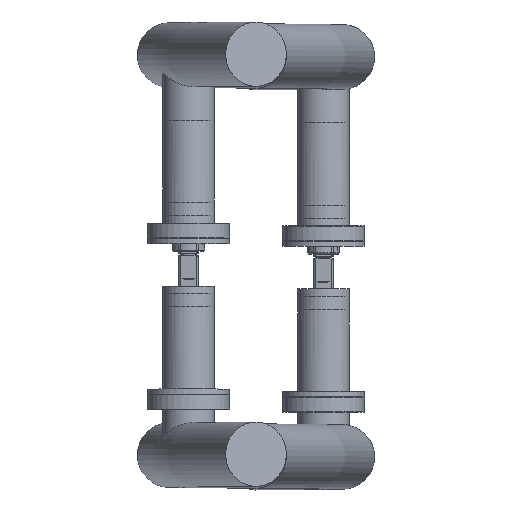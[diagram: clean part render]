
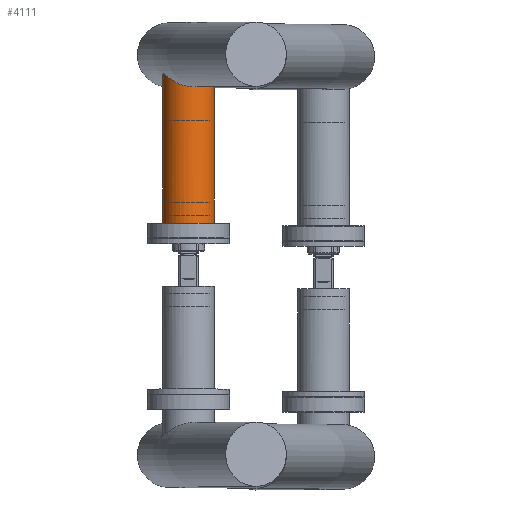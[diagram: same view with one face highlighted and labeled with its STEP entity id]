
A CAD part, top view. The second image highlights one B-rep face of the part: STEP entity #4111.
In plain terms, the highlighted cylindrical face has radius 10 mm (diameter 20 mm), a full revolution.
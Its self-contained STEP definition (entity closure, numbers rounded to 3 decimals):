
#169=B_SPLINE_CURVE_WITH_KNOTS('',3,(#6181,#6182,#6183,#6184,#6185,#6186,
#6187,#6188,#6189,#6190,#6191,#6192,#6193,#6194),.UNSPECIFIED.,.F.,.F.,
(4,2,2,2,2,2,4),(-6.16,-6.135,-5.879,
-5.507,-4.988,-4.619,-4.545),
 .UNSPECIFIED.);
#170=B_SPLINE_CURVE_WITH_KNOTS('',3,(#6195,#6196,#6197,#6198,#6199,#6200,
#6201,#6202,#6203,#6204,#6205,#6206,#6207,#6208,#6209,#6210,#6211,#6212,
#6213,#6214,#6215,#6216,#6217,#6218,#6219,#6220,#6221,#6222,#6223,#6224,
#6225,#6226,#6227,#6228),.UNSPECIFIED.,.F.,.F.,(4,2,2,2,2,2,2,2,2,2,2,2,
2,2,2,2,4),(-4.545,-4.331,-4.082,-3.772,
-3.495,-3.234,-3.046,-2.849,
-2.559,-2.169,-1.87,-1.636,
-1.378,-0.992,-0.618,-0.251,
0.),.UNSPECIFIED.);
#371=FACE_OUTER_BOUND('',#624,.T.);
#624=EDGE_LOOP('',(#2673,#2674,#2675,#2676,#2677,#2678));
#908=LINE('',#6230,#1170);
#1170=VECTOR('',#4933,10.);
#1445=CIRCLE('',#4415,10.);
#1446=CIRCLE('',#4416,10.);
#1673=VERTEX_POINT('',#6179);
#1674=VERTEX_POINT('',#6180);
#1675=VERTEX_POINT('',#6229);
#1676=VERTEX_POINT('',#6231);
#2070=EDGE_CURVE('',#1673,#1674,#169,.T.);
#2071=EDGE_CURVE('',#1674,#1673,#170,.T.);
#2072=EDGE_CURVE('',#1674,#1675,#908,.T.);
#2073=EDGE_CURVE('',#1675,#1676,#1445,.T.);
#2074=EDGE_CURVE('',#1676,#1675,#1446,.T.);
#2673=ORIENTED_EDGE('',*,*,#2070,.F.);
#2674=ORIENTED_EDGE('',*,*,#2071,.F.);
#2675=ORIENTED_EDGE('',*,*,#2072,.T.);
#2676=ORIENTED_EDGE('',*,*,#2073,.T.);
#2677=ORIENTED_EDGE('',*,*,#2074,.T.);
#2678=ORIENTED_EDGE('',*,*,#2072,.F.);
#3782=CYLINDRICAL_SURFACE('',#4414,10.);
#4111=ADVANCED_FACE('',(#371),#3782,.T.);
#4414=AXIS2_PLACEMENT_3D('',#6178,#4931,#4932);
#4415=AXIS2_PLACEMENT_3D('',#6232,#4934,#4935);
#4416=AXIS2_PLACEMENT_3D('',#6233,#4936,#4937);
#4931=DIRECTION('center_axis',(0.,1.,0.));
#4932=DIRECTION('ref_axis',(-1.,0.,0.));
#4933=DIRECTION('',(0.,-1.,0.));
#4934=DIRECTION('center_axis',(0.,1.,0.));
#4935=DIRECTION('ref_axis',(-1.,0.,0.));
#4936=DIRECTION('center_axis',(0.,1.,0.));
#4937=DIRECTION('ref_axis',(-1.,0.,0.));
#6178=CARTESIAN_POINT('Origin',(-26.225,-32.75,305.));
#6179=CARTESIAN_POINT('',(-24.448,-12.5,314.841));
#6180=CARTESIAN_POINT('',(-16.225,-7.688,305.));
#6181=CARTESIAN_POINT('Ctrl Pts',(-24.448,-12.5,314.841));
#6182=CARTESIAN_POINT('Ctrl Pts',(-24.367,-12.5,314.826));
#6183=CARTESIAN_POINT('Ctrl Pts',(-24.286,-12.499,314.811));
#6184=CARTESIAN_POINT('Ctrl Pts',(-23.37,-12.481,314.622));
#6185=CARTESIAN_POINT('Ctrl Pts',(-22.579,-12.377,314.347));
#6186=CARTESIAN_POINT('Ctrl Pts',(-20.777,-11.946,313.469));
#6187=CARTESIAN_POINT('Ctrl Pts',(-19.858,-11.547,312.788));
#6188=CARTESIAN_POINT('Ctrl Pts',(-18.02,-10.425,310.918));
#6189=CARTESIAN_POINT('Ctrl Pts',(-17.284,-9.658,309.674));
#6190=CARTESIAN_POINT('Ctrl Pts',(-16.504,-8.553,307.53));
#6191=CARTESIAN_POINT('Ctrl Pts',(-16.3,-8.122,306.574));
#6192=CARTESIAN_POINT('Ctrl Pts',(-16.231,-7.782,305.392));
#6193=CARTESIAN_POINT('Ctrl Pts',(-16.225,-7.732,305.196));
#6194=CARTESIAN_POINT('Ctrl Pts',(-16.225,-7.688,305.));
#6195=CARTESIAN_POINT('Ctrl Pts',(-16.225,-7.688,305.));
#6196=CARTESIAN_POINT('Ctrl Pts',(-16.225,-7.562,304.428));
#6197=CARTESIAN_POINT('Ctrl Pts',(-16.274,-7.493,303.855));
#6198=CARTESIAN_POINT('Ctrl Pts',(-16.491,-7.497,302.61));
#6199=CARTESIAN_POINT('Ctrl Pts',(-16.699,-7.596,301.791));
#6200=CARTESIAN_POINT('Ctrl Pts',(-17.65,-8.319,299.699));
#6201=CARTESIAN_POINT('Ctrl Pts',(-18.398,-8.957,298.645));
#6202=CARTESIAN_POINT('Ctrl Pts',(-20.158,-10.181,296.969));
#6203=CARTESIAN_POINT('Ctrl Pts',(-21.125,-10.76,296.319));
#6204=CARTESIAN_POINT('Ctrl Pts',(-23.198,-11.687,295.406));
#6205=CARTESIAN_POINT('Ctrl Pts',(-24.285,-12.047,295.124));
#6206=CARTESIAN_POINT('Ctrl Pts',(-26.24,-12.422,294.966));
#6207=CARTESIAN_POINT('Ctrl Pts',(-27.061,-12.501,295.001));
#6208=CARTESIAN_POINT('Ctrl Pts',(-28.715,-12.498,295.277));
#6209=CARTESIAN_POINT('Ctrl Pts',(-29.521,-12.408,295.523));
#6210=CARTESIAN_POINT('Ctrl Pts',(-31.382,-12.005,296.347));
#6211=CARTESIAN_POINT('Ctrl Pts',(-32.344,-11.615,297.012));
#6212=CARTESIAN_POINT('Ctrl Pts',(-34.238,-10.522,298.83));
#6213=CARTESIAN_POINT('Ctrl Pts',(-35.008,-9.78,300.038));
#6214=CARTESIAN_POINT('Ctrl Pts',(-35.883,-8.647,302.214));
#6215=CARTESIAN_POINT('Ctrl Pts',(-36.113,-8.199,303.202));
#6216=CARTESIAN_POINT('Ctrl Pts',(-36.256,-7.664,304.979));
#6217=CARTESIAN_POINT('Ctrl Pts',(-36.228,-7.521,305.768));
#6218=CARTESIAN_POINT('Ctrl Pts',(-35.964,-7.49,307.437));
#6219=CARTESIAN_POINT('Ctrl Pts',(-35.718,-7.631,308.251));
#6220=CARTESIAN_POINT('Ctrl Pts',(-34.888,-8.233,310.148));
#6221=CARTESIAN_POINT('Ctrl Pts',(-34.186,-8.818,311.175));
#6222=CARTESIAN_POINT('Ctrl Pts',(-32.487,-10.007,312.886));
#6223=CARTESIAN_POINT('Ctrl Pts',(-31.503,-10.609,313.578));
#6224=CARTESIAN_POINT('Ctrl Pts',(-29.344,-11.608,314.574));
#6225=CARTESIAN_POINT('Ctrl Pts',(-28.175,-12.01,314.884));
#6226=CARTESIAN_POINT('Ctrl Pts',(-26.113,-12.415,315.035));
#6227=CARTESIAN_POINT('Ctrl Pts',(-25.273,-12.5,314.99));
#6228=CARTESIAN_POINT('Ctrl Pts',(-24.448,-12.5,314.841));
#6229=CARTESIAN_POINT('',(-16.225,-65.5,305.));
#6230=CARTESIAN_POINT('',(-16.225,-32.75,305.));
#6231=CARTESIAN_POINT('',(-36.225,-65.5,305.));
#6232=CARTESIAN_POINT('Origin',(-26.225,-65.5,305.));
#6233=CARTESIAN_POINT('Origin',(-26.225,-65.5,305.));
